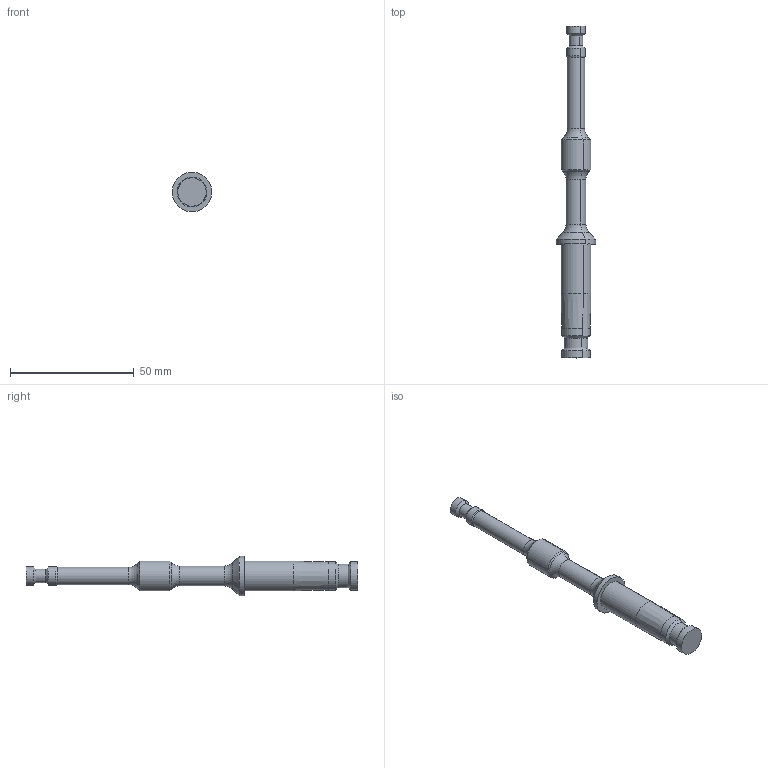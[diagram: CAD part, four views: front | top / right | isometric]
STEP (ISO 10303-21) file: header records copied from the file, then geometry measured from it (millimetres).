
FILE_DESCRIPTION(('CATIA V5 STEP Exchange'),'2;1');
FILE_NAME('Axe_roue_arriere.stp','2019-03-02T16:34:22+00:00',('none'),('none'),'CATIA Version 5 Release 19 GA (IN-10)','CATIA V5 STEP AP203','none');
FILE_SCHEMA(('CONFIG_CONTROL_DESIGN'));
Length unit declared in the file: millimetre
Products named in the file (1): Axe_roue_arriere
Bounding box: 16 x 134 x 16 mm (x, y, z)
Volume: 10217.6 mm3; surface area: 4405.4 mm2
Topology: 1 solids, 1 shells, 51 faces, 100 edges, 52 vertices
Faces by surface type: cylinder 22, cone 18, torus 8, plane 3
Entity records: 1149 total; most frequent: ORIENTED_EDGE 200, CARTESIAN_POINT 181, DIRECTION 156, EDGE_CURVE 100, AXIS2_PLACEMENT_3D 89, CIRCLE 60, EDGE_LOOP 52, VERTEX_POINT 52
